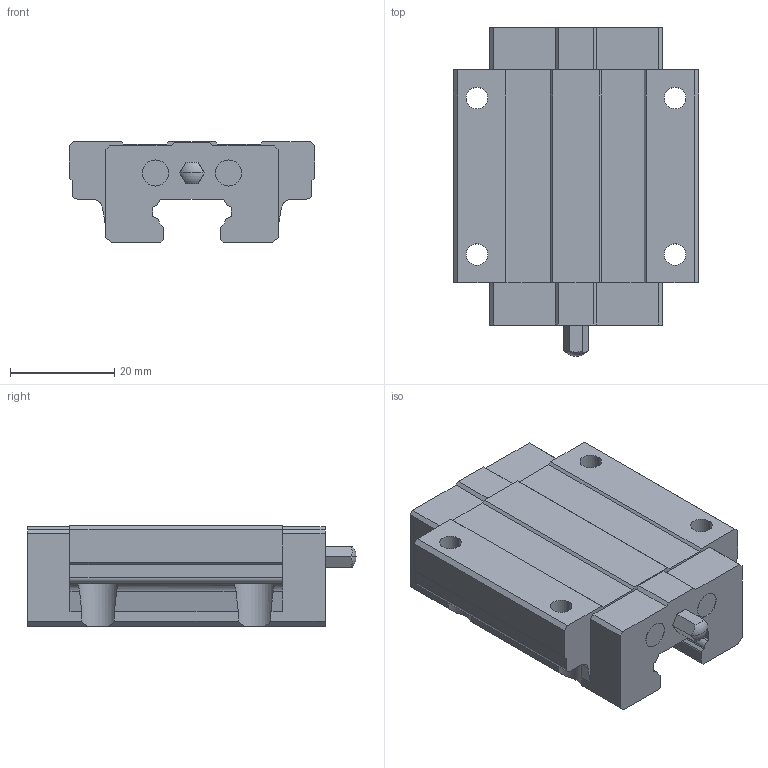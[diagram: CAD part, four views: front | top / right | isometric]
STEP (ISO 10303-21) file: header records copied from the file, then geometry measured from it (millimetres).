
FILE_DESCRIPTION (( 'STEP AP203' ), '1' );
FILE_NAME ('H15FUUG0.step', '2021-02-18T17:45:45', ( '' ), ( '' ), 'SwSTEP 2.0', 'SolidWorks 2019', '' );
FILE_SCHEMA (( 'CONFIG_CONTROL_DESIGN' ));
Length unit declared in the file: millimetre
Products named in the file (1): H15FUUG0
Bounding box: 47 x 63 x 19.3 mm (x, y, z)
Volume: 35074.8 mm3; surface area: 10126 mm2
Topology: 2 solids, 2 shells, 142 faces, 390 edges, 259 vertices
Faces by surface type: plane 80, cylinder 58, sphere 2, cone 2
Entity records: 4927 total; most frequent: CARTESIAN_POINT 1188, ORIENTED_EDGE 780, DIRECTION 754, EDGE_CURVE 390, VERTEX_POINT 259, AXIS2_PLACEMENT_3D 253, LINE 248, VECTOR 248
